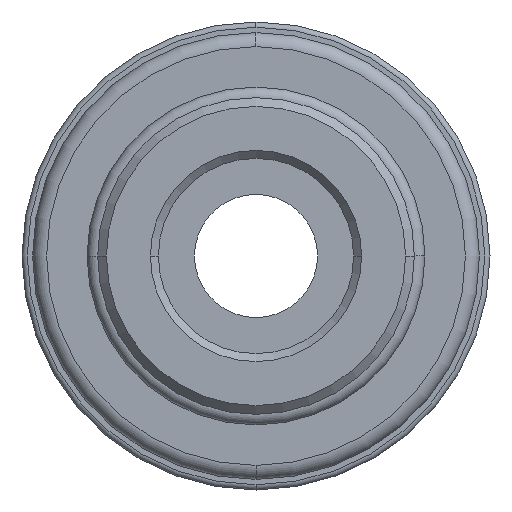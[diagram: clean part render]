
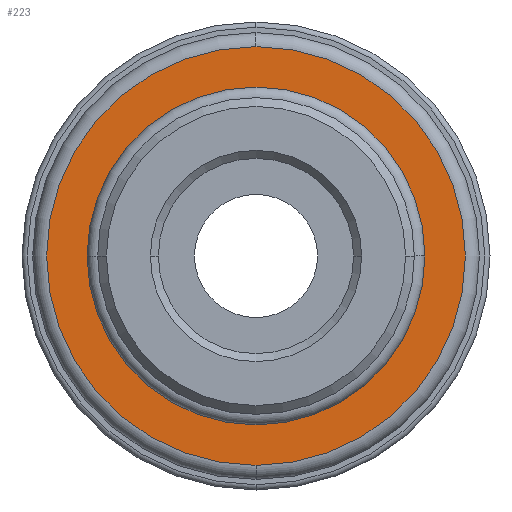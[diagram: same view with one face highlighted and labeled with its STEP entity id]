
A CAD part, front view. The second image highlights one B-rep face of the part: STEP entity #223.
In plain terms, the highlighted planar face has unit normal (0, -1, 0).
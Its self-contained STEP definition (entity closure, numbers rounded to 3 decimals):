
#223=ADVANCED_FACE('',(#496,#497),#498,.T.);
#496=FACE_BOUND('',#817,.T.);
#497=FACE_OUTER_BOUND('',#818,.T.);
#498=PLANE('',#819);
#817=EDGE_LOOP('',(#1394,#1395,#1396));
#818=EDGE_LOOP('',(#1397,#1398,#1399));
#819=AXIS2_PLACEMENT_3D('',#1400,#1401,#1402);
#1394=ORIENTED_EDGE('',*,*,#1933,.T.);
#1395=ORIENTED_EDGE('',*,*,#1859,.T.);
#1396=ORIENTED_EDGE('',*,*,#1934,.T.);
#1397=ORIENTED_EDGE('',*,*,#2011,.F.);
#1398=ORIENTED_EDGE('',*,*,#2010,.F.);
#1399=ORIENTED_EDGE('',*,*,#2024,.F.);
#1400=CARTESIAN_POINT('',(10.45,3.0,0.0));
#1401=DIRECTION('',(-0.0,-1.0,-0.0));
#1402=DIRECTION('',(-1.0,0.0,0.0));
#1859=EDGE_CURVE('',#2216,#2214,#2217,.T.);
#1933=EDGE_CURVE('',#2334,#2216,#2335,.T.);
#1934=EDGE_CURVE('',#2214,#2334,#2336,.T.);
#2010=EDGE_CURVE('',#2446,#2448,#2449,.T.);
#2011=EDGE_CURVE('',#2448,#2450,#2451,.T.);
#2024=EDGE_CURVE('',#2450,#2446,#2466,.T.);
#2214=VERTEX_POINT('',#2681);
#2216=VERTEX_POINT('',#2683);
#2217=CIRCLE('',#2684,9.52);
#2334=VERTEX_POINT('',#2815);
#2335=CIRCLE('',#2816,9.52);
#2336=CIRCLE('',#2817,9.52);
#2446=VERTEX_POINT('',#2939);
#2448=VERTEX_POINT('',#2941);
#2449=CIRCLE('',#2942,11.9);
#2450=VERTEX_POINT('',#2943);
#2451=CIRCLE('',#2944,11.9);
#2466=CIRCLE('',#2961,11.9);
#2681=CARTESIAN_POINT('',(-9.52,3.0,0.));
#2683=CARTESIAN_POINT('',(9.52,3.0,0.));
#2684=AXIS2_PLACEMENT_3D('',#3179,#3180,#3181);
#2815=CARTESIAN_POINT('',(0.,3.0,9.52));
#2816=AXIS2_PLACEMENT_3D('',#3325,#3326,#3327);
#2817=AXIS2_PLACEMENT_3D('',#3328,#3329,#3330);
#2939=CARTESIAN_POINT('',(0.,3.0,11.9));
#2941=CARTESIAN_POINT('',(11.9,3.0,0.0));
#2942=AXIS2_PLACEMENT_3D('',#3475,#3476,#3477);
#2943=CARTESIAN_POINT('',(0.,3.0,-11.9));
#2944=AXIS2_PLACEMENT_3D('',#3478,#3479,#3480);
#2961=AXIS2_PLACEMENT_3D('',#3501,#3502,#3503);
#3179=CARTESIAN_POINT('',(0.0,3.0,0.0));
#3180=DIRECTION('',(0.0,1.0,0.0));
#3181=DIRECTION('',(0.0,0.0,-1.0));
#3325=CARTESIAN_POINT('',(0.0,3.0,0.0));
#3326=DIRECTION('',(0.0,1.0,0.0));
#3327=DIRECTION('',(0.0,0.0,-1.0));
#3328=CARTESIAN_POINT('',(0.0,3.0,0.0));
#3329=DIRECTION('',(0.0,1.0,0.0));
#3330=DIRECTION('',(0.0,0.0,-1.0));
#3475=CARTESIAN_POINT('',(0.0,3.0,0.0));
#3476=DIRECTION('',(-0.0,1.0,0.0));
#3477=DIRECTION('',(1.0,0.0,0.0));
#3478=CARTESIAN_POINT('',(0.0,3.0,0.0));
#3479=DIRECTION('',(-0.0,1.0,0.0));
#3480=DIRECTION('',(1.0,0.0,0.0));
#3501=CARTESIAN_POINT('',(0.0,3.0,0.0));
#3502=DIRECTION('',(-0.0,1.0,0.0));
#3503=DIRECTION('',(1.0,0.0,0.0));
